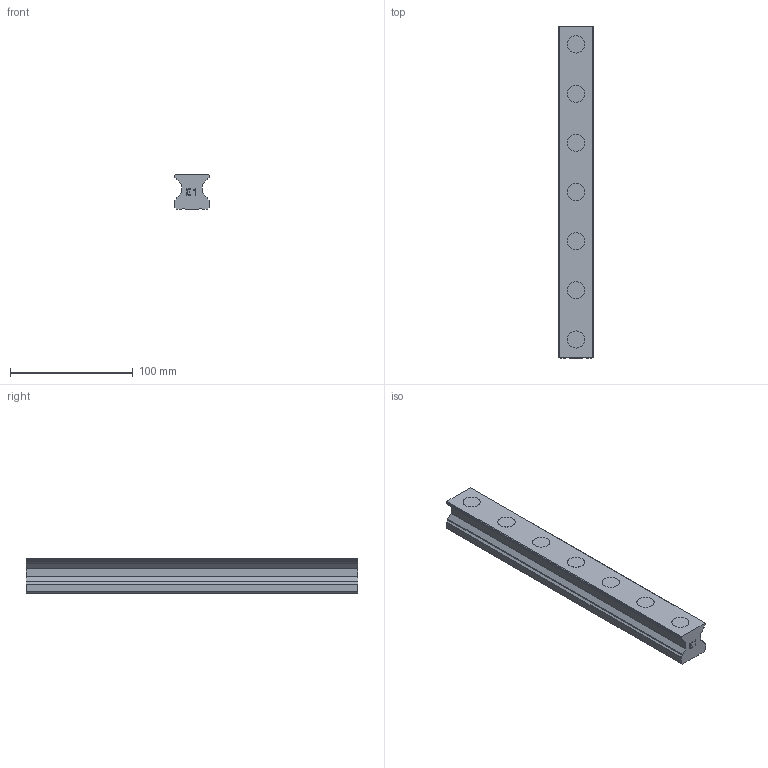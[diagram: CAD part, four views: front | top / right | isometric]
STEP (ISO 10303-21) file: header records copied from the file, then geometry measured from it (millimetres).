
FILE_DESCRIPTION(('STEP AP214'),'1');
FILE_NAME('cctmp_6A24D5E6-88A3-49FA-9E29-AE0CBE38DBC4_2021_03_11_12_36_38_0189..stp','2021-03-11T11:36:38',('HIWIN GmbH'),('CADClick - www.CADClick.com'),'Spatial InterOp 3D',' ','unknown authorization');
FILE_SCHEMA(('AUTOMOTIVE_DESIGN'));
Length unit declared in the file: millimetre
Products named in the file (1): RGR30R270H_FILE
Bounding box: 28 x 270 x 28 mm (x, y, z)
Volume: 154273 mm3; surface area: 41489.9 mm2
Topology: 1 solids, 1 shells, 178 faces, 453 edges, 302 vertices
Faces by surface type: plane 118, cylinder 60
Entity records: 6825 total; most frequent: CARTESIAN_POINT 934, DIRECTION 931, ORIENTED_EDGE 906, EDGE_CURVE 453, LINE 333, VECTOR 333, VERTEX_POINT 302, AXIS2_PLACEMENT_3D 299
